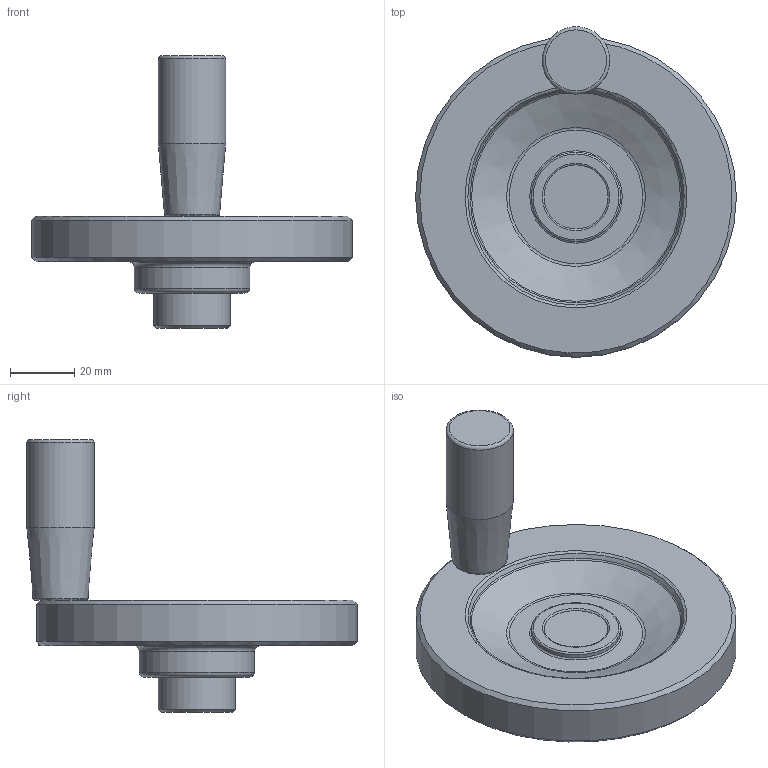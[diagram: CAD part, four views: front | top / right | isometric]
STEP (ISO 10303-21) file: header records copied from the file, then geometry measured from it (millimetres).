
FILE_DESCRIPTION( ( 'Unknown' ), '1' );
FILE_NAME( '7102005_VPR100_M.stp', 'Unknown', ( 'Unknown' ), ( 'Unknown' ), 'PSStep 11.0', 'Unknown', ' ' );
FILE_SCHEMA( ( 'AUTOMOTIVE_DESIGN { 1 0 10303 214 1 1 1 1 }' ) );
Length unit declared in the file: millimetre
Products named in the file (1): 1831025
Bounding box: 100 x 103 x 85 mm (x, y, z)
Volume: 109309.6 mm3; surface area: 29444 mm2
Topology: 1 solids, 4 shells, 107 faces, 236 edges, 140 vertices
Faces by surface type: plane 33, cone 22, cylinder 18, bspline 18, torus 16
Full cylindrical faces by diameter (mm): 4 x1, 6.5 x1, 6.6 x1, 6.647 x1, 6.71 x1, 7.9 x1, 10 x2, 21 x1, 24 x1, 27.8 x1, 36 x1, 100 x1
Entity records: 5776 total; most frequent: CARTESIAN_POINT 2917, DIRECTION 406, ORIENTED_EDGE 354, AXIS2_PLACEMENT_3D 184, EDGE_CURVE 177, EDGE_LOOP 159, FACE_OUTER_BOUND 130, VERTEX_POINT 125
